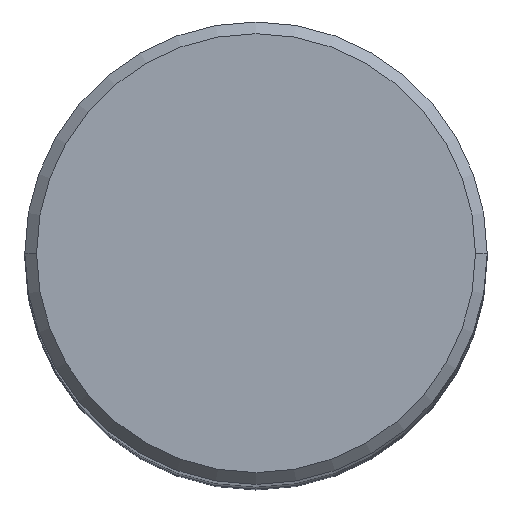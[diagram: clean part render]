
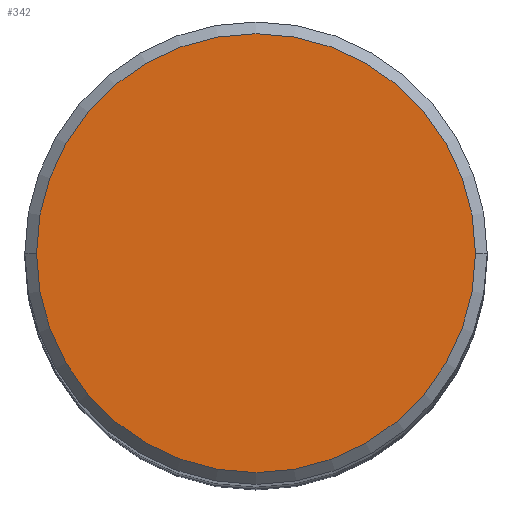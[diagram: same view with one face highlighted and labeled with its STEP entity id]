
A CAD part, top view. The second image highlights one B-rep face of the part: STEP entity #342.
In plain terms, the highlighted planar face has unit normal (0, 0, 1).
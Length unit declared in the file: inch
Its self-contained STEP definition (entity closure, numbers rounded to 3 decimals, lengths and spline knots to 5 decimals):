
#36 = CIRCLE ( 'NONE', #99, 0.3737 ) ;
#69 = AXIS2_PLACEMENT_3D ( 'NONE', #408, #270, #352 ) ;
#74 = EDGE_LOOP ( 'NONE', ( #423, #235 ) ) ;
#92 = DIRECTION ( 'NONE',  ( 0., 0., 1. ) ) ;
#95 = DIRECTION ( 'NONE',  ( 0., 0., 1. ) ) ;
#99 = AXIS2_PLACEMENT_3D ( 'NONE', #176, #92, #528 ) ;
#114 = CARTESIAN_POINT ( 'NONE',  ( 0.3737, 0., 0. ) ) ;
#118 = EDGE_CURVE ( 'NONE', #203, #505, #282, .T. ) ;
#176 = CARTESIAN_POINT ( 'NONE',  ( 0., 0., 0. ) ) ;
#203 = VERTEX_POINT ( 'NONE', #451 ) ;
#215 = CARTESIAN_POINT ( 'NONE',  ( 0., 0., 0. ) ) ;
#235 = ORIENTED_EDGE ( 'NONE', *, *, #364, .T. ) ;
#259 = FACE_OUTER_BOUND ( 'NONE', #74, .T. ) ;
#270 = DIRECTION ( 'NONE',  ( 0., 0., -1. ) ) ;
#282 = CIRCLE ( 'NONE', #301, 0.3737 ) ;
#301 = AXIS2_PLACEMENT_3D ( 'NONE', #215, #95, #523 ) ;
#342 = ADVANCED_FACE ( 'NONE', ( #259 ), #367, .F. ) ;
#352 = DIRECTION ( 'NONE',  ( -1., 0., 0. ) ) ;
#364 = EDGE_CURVE ( 'NONE', #505, #203, #36, .T. ) ;
#367 = PLANE ( 'NONE',  #69 ) ;
#408 = CARTESIAN_POINT ( 'NONE',  ( 0., 0.3737, 0. ) ) ;
#423 = ORIENTED_EDGE ( 'NONE', *, *, #118, .T. ) ;
#451 = CARTESIAN_POINT ( 'NONE',  ( -0.3737, 0., 0. ) ) ;
#505 = VERTEX_POINT ( 'NONE', #114 ) ;
#523 = DIRECTION ( 'NONE',  ( 1., 0., 0. ) ) ;
#528 = DIRECTION ( 'NONE',  ( 1., 0., 0. ) ) ;
